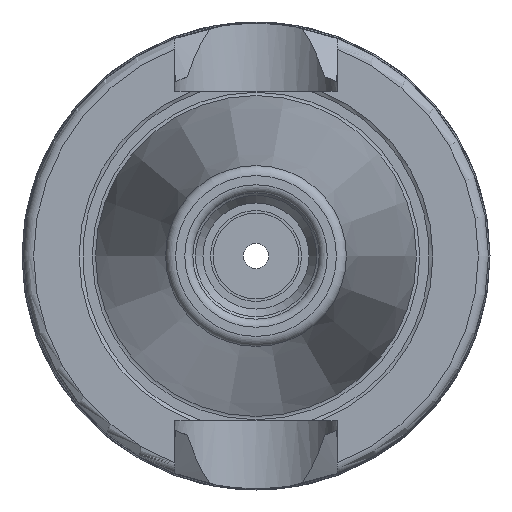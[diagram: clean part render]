
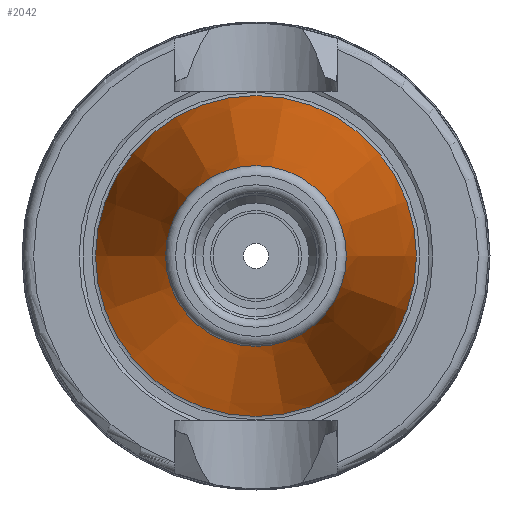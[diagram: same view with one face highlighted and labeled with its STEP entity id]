
A CAD part, left-side view. The second image highlights one B-rep face of the part: STEP entity #2042.
In plain terms, the highlighted conical face has half-angle 8.297 degrees and reference radius 12.408 mm.
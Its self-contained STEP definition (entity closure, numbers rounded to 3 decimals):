
#2008=CARTESIAN_POINT('',(-47.544,8.941,0.0));
#2009=VERTEX_POINT('',#2008);
#2010=CARTESIAN_POINT('',(-47.544,0.0,0.0));
#2011=DIRECTION('',(1.0,0.0,0.0));
#2012=DIRECTION('',(0.0,1.0,0.0));
#2013=AXIS2_PLACEMENT_3D('',#2010,#2011,#2012);
#2014=CIRCLE('',#2013,8.941);
#2015=EDGE_CURVE('',#2009,#2009,#2014,.T.);
#2023=CARTESIAN_POINT('',(-23.772,0.0,0.0));
#2024=DIRECTION('',(1.0,0.0,0.0));
#2025=DIRECTION('',(0.0,1.0,0.0));
#2026=AXIS2_PLACEMENT_3D('',#2023,#2024,#2025);
#2027=CONICAL_SURFACE('',#2026,12.408,8.297);
#2028=CARTESIAN_POINT('',(0.0,15.875,0.0));
#2029=VERTEX_POINT('',#2028);
#2030=CARTESIAN_POINT('',(0.0,0.0,0.0));
#2031=DIRECTION('',(1.0,0.0,0.0));
#2032=DIRECTION('',(0.0,1.0,0.0));
#2033=AXIS2_PLACEMENT_3D('',#2030,#2031,#2032);
#2034=CIRCLE('',#2033,15.875);
#2035=EDGE_CURVE('',#2029,#2029,#2034,.T.);
#2036=ORIENTED_EDGE('',*,*,#2035,.F.);
#2037=EDGE_LOOP('',(#2036));
#2038=FACE_OUTER_BOUND('',#2037,.T.);
#2039=ORIENTED_EDGE('',*,*,#2015,.T.);
#2040=EDGE_LOOP('',(#2039));
#2041=FACE_BOUND('',#2040,.T.);
#2042=ADVANCED_FACE('',(#2038,#2041),#2027,.T.);
